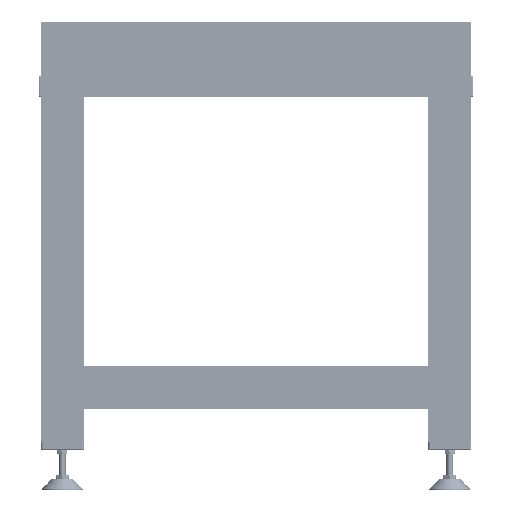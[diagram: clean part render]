
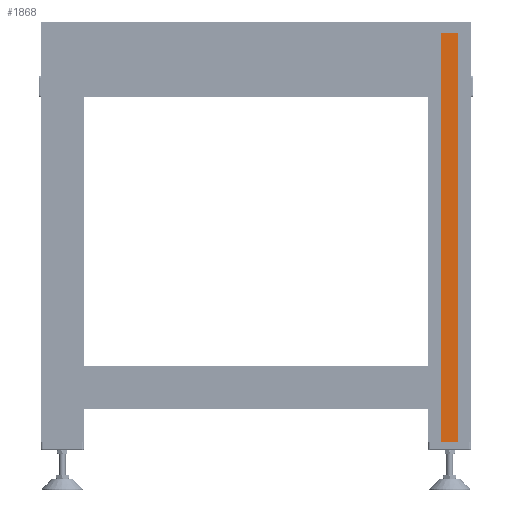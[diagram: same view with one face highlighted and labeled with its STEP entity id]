
A CAD part, left-side view. The second image highlights one B-rep face of the part: STEP entity #1868.
In plain terms, the highlighted planar face has unit normal (-1, 0, 0).
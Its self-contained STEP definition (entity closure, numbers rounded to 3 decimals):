
#1868 = ADVANCED_FACE( '', ( #3426 ), #3427, .F. );
#3426 = FACE_OUTER_BOUND( '', #5558, .T. );
#3427 = PLANE( '', #5559 );
#5558 = EDGE_LOOP( '', ( #8877, #8878, #8879, #8880 ) );
#5559 = AXIS2_PLACEMENT_3D( '', #8881, #8882, #8883 );
#8877 = ORIENTED_EDGE( '', *, *, #9979, .T. );
#8878 = ORIENTED_EDGE( '', *, *, #10312, .T. );
#8879 = ORIENTED_EDGE( '', *, *, #9579, .F. );
#8880 = ORIENTED_EDGE( '', *, *, #10268, .F. );
#8881 = CARTESIAN_POINT( '', ( -40., -380., 40. ) );
#8882 = DIRECTION( '', ( 1., 0., 0. ) );
#8883 = DIRECTION( '', ( 0., 0., -1. ) );
#9579 = EDGE_CURVE( '', #11275, #11277, #11278, .T. );
#9979 = EDGE_CURVE( '', #11875, #11873, #11876, .T. );
#10268 = EDGE_CURVE( '', #11875, #11275, #12245, .T. );
#10312 = EDGE_CURVE( '', #11873, #11277, #12291, .T. );
#11275 = VERTEX_POINT( '', #13908 );
#11277 = VERTEX_POINT( '', #13911 );
#11278 = LINE( '', #13912, #13913 );
#11873 = VERTEX_POINT( '', #14807 );
#11875 = VERTEX_POINT( '', #14810 );
#11876 = LINE( '', #14811, #14812 );
#12245 = LINE( '', #15416, #15417 );
#12291 = LINE( '', #15483, #15484 );
#13908 = CARTESIAN_POINT( '', ( -40., -380., 16. ) );
#13911 = CARTESIAN_POINT( '', ( -40., -380., -16. ) );
#13912 = CARTESIAN_POINT( '', ( -40., -380., 40. ) );
#13913 = VECTOR( '', #16220, 1000. );
#14807 = CARTESIAN_POINT( '', ( -40., 380., -16. ) );
#14810 = CARTESIAN_POINT( '', ( -40., 380., 16. ) );
#14811 = CARTESIAN_POINT( '', ( -40., 380., 40. ) );
#14812 = VECTOR( '', #16619, 1000. );
#15416 = CARTESIAN_POINT( '', ( -40., 1140., 16. ) );
#15417 = VECTOR( '', #16863, 1000. );
#15483 = CARTESIAN_POINT( '', ( -40., 1140., -16. ) );
#15484 = VECTOR( '', #16891, 1000. );
#16220 = DIRECTION( '', ( 0., 0., -1. ) );
#16619 = DIRECTION( '', ( 0., 0., -1. ) );
#16863 = DIRECTION( '', ( 0., -1., 0. ) );
#16891 = DIRECTION( '', ( 0., -1., 0. ) );
